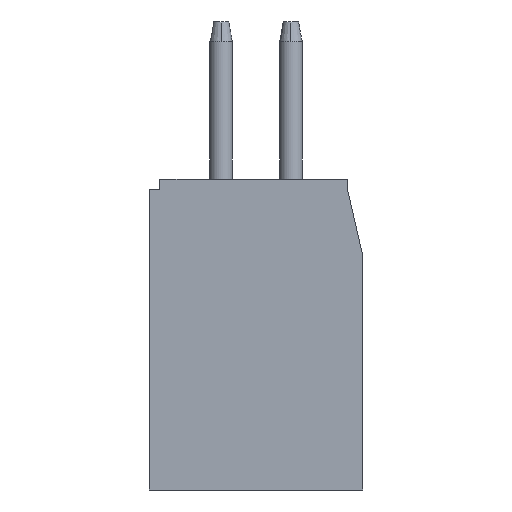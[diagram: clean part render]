
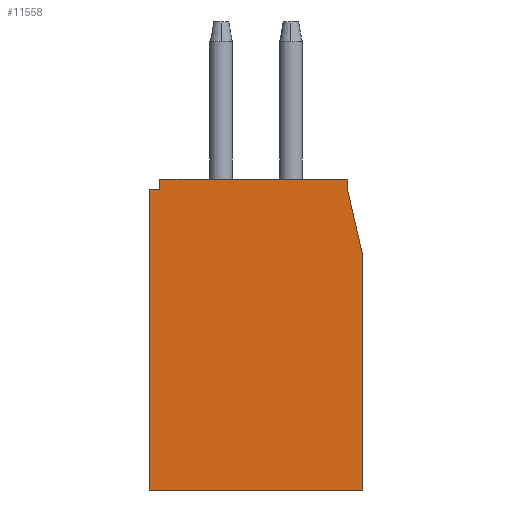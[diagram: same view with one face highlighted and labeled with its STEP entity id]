
A CAD part, left-side view. The second image highlights one B-rep face of the part: STEP entity #11558.
In plain terms, the highlighted planar face has unit normal (-1, 0, 0).
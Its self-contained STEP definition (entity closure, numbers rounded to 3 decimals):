
#66 = AXIS2_PLACEMENT_3D ( 'NONE', #11262, #3176, #794 ) ;
#399 = DIRECTION ( 'NONE',  ( 0., 1., 0. ) ) ;
#638 = DIRECTION ( 'NONE',  ( 0., 0., -1. ) ) ;
#794 = DIRECTION ( 'NONE',  ( 0., 0., -1. ) ) ;
#867 = CARTESIAN_POINT ( 'NONE',  ( -7.3, 2.75, 8.9 ) ) ;
#935 = LINE ( 'NONE', #4373, #1545 ) ;
#1397 = VERTEX_POINT ( 'NONE', #11292 ) ;
#1537 = CARTESIAN_POINT ( 'NONE',  ( -7.3, 2.75, 8.9 ) ) ;
#1545 = VECTOR ( 'NONE', #14895, 1000. ) ;
#2269 = VECTOR ( 'NONE', #12389, 1000. ) ;
#2308 = VECTOR ( 'NONE', #12613, 1000. ) ;
#2937 = LINE ( 'NONE', #867, #11010 ) ;
#3100 = FACE_OUTER_BOUND ( 'NONE', #3481, .T. ) ;
#3176 = DIRECTION ( 'NONE',  ( 1., 0., 0. ) ) ;
#3293 = EDGE_CURVE ( 'NONE', #10347, #4227, #6456, .T. ) ;
#3387 = CARTESIAN_POINT ( 'NONE',  ( -7.3, -3.05, 8.9 ) ) ;
#3479 = VECTOR ( 'NONE', #3712, 1000. ) ;
#3481 = EDGE_LOOP ( 'NONE', ( #8839, #6089, #5308, #10081, #9626, #8103, #7647, #12423 ) ) ;
#3712 = DIRECTION ( 'NONE',  ( 0., 0., 1. ) ) ;
#4227 = VERTEX_POINT ( 'NONE', #9149 ) ;
#4373 = CARTESIAN_POINT ( 'NONE',  ( -7.3, -3.05, 8.9 ) ) ;
#4394 = VERTEX_POINT ( 'NONE', #6017 ) ;
#4523 = LINE ( 'NONE', #3387, #12993 ) ;
#5308 = ORIENTED_EDGE ( 'NONE', *, *, #13493, .T. ) ;
#5340 = VERTEX_POINT ( 'NONE', #1537 ) ;
#5673 = CARTESIAN_POINT ( 'NONE',  ( -7.3, 3.05, 8.9 ) ) ;
#6017 = CARTESIAN_POINT ( 'NONE',  ( -7.3, -3.05, 0. ) ) ;
#6089 = ORIENTED_EDGE ( 'NONE', *, *, #12205, .T. ) ;
#6152 = VECTOR ( 'NONE', #14299, 1000. ) ;
#6456 = LINE ( 'NONE', #11105, #2269 ) ;
#6912 = VECTOR ( 'NONE', #399, 1000. ) ;
#7283 = LINE ( 'NONE', #10863, #6912 ) ;
#7647 = ORIENTED_EDGE ( 'NONE', *, *, #11694, .T. ) ;
#8103 = ORIENTED_EDGE ( 'NONE', *, *, #3293, .F. ) ;
#8839 = ORIENTED_EDGE ( 'NONE', *, *, #9172, .T. ) ;
#8884 = LINE ( 'NONE', #5673, #2308 ) ;
#9149 = CARTESIAN_POINT ( 'NONE',  ( -7.3, -3.05, 6.729 ) ) ;
#9172 = EDGE_CURVE ( 'NONE', #5340, #10032, #2937, .T. ) ;
#9189 = DIRECTION ( 'NONE',  ( 0., 0., -1. ) ) ;
#9445 = EDGE_CURVE ( 'NONE', #12254, #4394, #12080, .T. ) ;
#9626 = ORIENTED_EDGE ( 'NONE', *, *, #12447, .F. ) ;
#9664 = CARTESIAN_POINT ( 'NONE',  ( -7.3, -3.05, 0. ) ) ;
#10032 = VERTEX_POINT ( 'NONE', #11430 ) ;
#10081 = ORIENTED_EDGE ( 'NONE', *, *, #9445, .T. ) ;
#10179 = CARTESIAN_POINT ( 'NONE',  ( -7.3, 3.05, 0. ) ) ;
#10347 = VERTEX_POINT ( 'NONE', #12544 ) ;
#10576 = CARTESIAN_POINT ( 'NONE',  ( -7.3, -2.619, 8.6 ) ) ;
#10863 = CARTESIAN_POINT ( 'NONE',  ( -7.3, -3.05, 8.6 ) ) ;
#11010 = VECTOR ( 'NONE', #638, 1000. ) ;
#11105 = CARTESIAN_POINT ( 'NONE',  ( -7.3, -3.05, 6.729 ) ) ;
#11262 = CARTESIAN_POINT ( 'NONE',  ( -7.3, -3.05, 8.9 ) ) ;
#11292 = CARTESIAN_POINT ( 'NONE',  ( -7.3, 3.05, 8.6 ) ) ;
#11430 = CARTESIAN_POINT ( 'NONE',  ( -7.3, 2.75, 8.6 ) ) ;
#11558 = ADVANCED_FACE ( 'NONE', ( #3100 ), #13536, .F. ) ;
#11562 = LINE ( 'NONE', #10576, #3479 ) ;
#11694 = EDGE_CURVE ( 'NONE', #10347, #14205, #11562, .T. ) ;
#11990 = CARTESIAN_POINT ( 'NONE',  ( -7.3, -2.619, 8.9 ) ) ;
#12080 = LINE ( 'NONE', #9664, #6152 ) ;
#12205 = EDGE_CURVE ( 'NONE', #10032, #1397, #7283, .T. ) ;
#12254 = VERTEX_POINT ( 'NONE', #10179 ) ;
#12320 = EDGE_CURVE ( 'NONE', #5340, #14205, #935, .T. ) ;
#12389 = DIRECTION ( 'NONE',  ( 0., -0.224, -0.974 ) ) ;
#12423 = ORIENTED_EDGE ( 'NONE', *, *, #12320, .F. ) ;
#12447 = EDGE_CURVE ( 'NONE', #4227, #4394, #4523, .T. ) ;
#12544 = CARTESIAN_POINT ( 'NONE',  ( -7.3, -2.619, 8.6 ) ) ;
#12613 = DIRECTION ( 'NONE',  ( 0., 0., -1. ) ) ;
#12993 = VECTOR ( 'NONE', #9189, 1000. ) ;
#13493 = EDGE_CURVE ( 'NONE', #1397, #12254, #8884, .T. ) ;
#13536 = PLANE ( 'NONE',  #66 ) ;
#14205 = VERTEX_POINT ( 'NONE', #11990 ) ;
#14299 = DIRECTION ( 'NONE',  ( 0., -1., 0. ) ) ;
#14895 = DIRECTION ( 'NONE',  ( 0., -1., 0. ) ) ;
